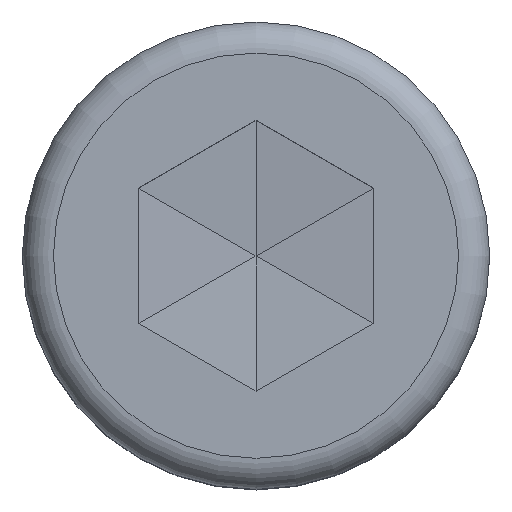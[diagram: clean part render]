
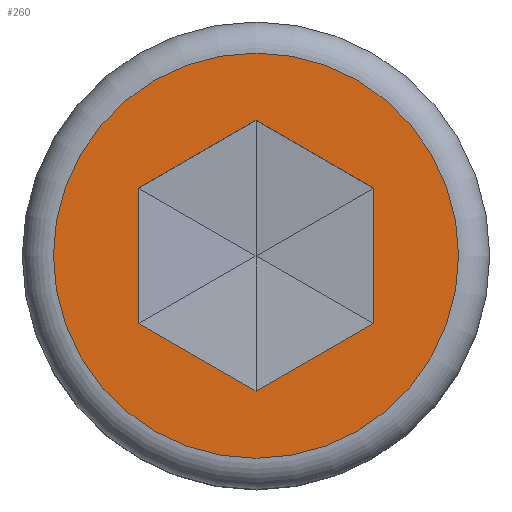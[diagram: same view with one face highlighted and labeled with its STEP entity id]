
A CAD part, top view. The second image highlights one B-rep face of the part: STEP entity #260.
In plain terms, the highlighted planar face has unit normal (0, 0, 1).
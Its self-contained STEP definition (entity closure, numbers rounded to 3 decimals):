
#17=FACE_BOUND('',#57,.T.);
#19=PLANE('',#298);
#37=FACE_OUTER_BOUND('',#56,.T.);
#56=EDGE_LOOP('',(#197));
#57=EDGE_LOOP('',(#198,#199,#200,#201,#202,#203));
#76=LINE('',#414,#103);
#77=LINE('',#416,#104);
#78=LINE('',#418,#105);
#79=LINE('',#420,#106);
#80=LINE('',#422,#107);
#81=LINE('',#423,#108);
#103=VECTOR('',#336,10.);
#104=VECTOR('',#337,10.);
#105=VECTOR('',#338,10.);
#106=VECTOR('',#339,10.);
#107=VECTOR('',#340,10.);
#108=VECTOR('',#341,10.);
#133=CIRCLE('',#297,4.127);
#139=VERTEX_POINT('',#408);
#140=VERTEX_POINT('',#412);
#141=VERTEX_POINT('',#413);
#142=VERTEX_POINT('',#415);
#143=VERTEX_POINT('',#417);
#144=VERTEX_POINT('',#419);
#145=VERTEX_POINT('',#421);
#160=EDGE_CURVE('',#139,#139,#133,.T.);
#161=EDGE_CURVE('',#140,#141,#76,.T.);
#162=EDGE_CURVE('',#141,#142,#77,.T.);
#163=EDGE_CURVE('',#142,#143,#78,.T.);
#164=EDGE_CURVE('',#143,#144,#79,.T.);
#165=EDGE_CURVE('',#144,#145,#80,.T.);
#166=EDGE_CURVE('',#145,#140,#81,.T.);
#197=ORIENTED_EDGE('',*,*,#160,.F.);
#198=ORIENTED_EDGE('',*,*,#161,.T.);
#199=ORIENTED_EDGE('',*,*,#162,.T.);
#200=ORIENTED_EDGE('',*,*,#163,.T.);
#201=ORIENTED_EDGE('',*,*,#164,.T.);
#202=ORIENTED_EDGE('',*,*,#165,.T.);
#203=ORIENTED_EDGE('',*,*,#166,.T.);
#260=ADVANCED_FACE('',(#37,#17),#19,.T.);
#297=AXIS2_PLACEMENT_3D('',#410,#332,#333);
#298=AXIS2_PLACEMENT_3D('',#411,#334,#335);
#332=DIRECTION('center_axis',(0.,0.,-1.));
#333=DIRECTION('ref_axis',(1.,0.,0.));
#334=DIRECTION('center_axis',(0.,0.,1.));
#335=DIRECTION('ref_axis',(1.,0.,0.));
#336=DIRECTION('',(0.866,0.5,0.));
#337=DIRECTION('',(0.866,-0.5,0.));
#338=DIRECTION('',(0.,-1.,0.));
#339=DIRECTION('',(-0.866,-0.5,0.));
#340=DIRECTION('',(-0.866,0.5,0.));
#341=DIRECTION('',(0.,1.,0.));
#408=CARTESIAN_POINT('',(4.127,0.,6.35));
#410=CARTESIAN_POINT('Origin',(0.,0.,6.35));
#411=CARTESIAN_POINT('Origin',(-4.762,0.,6.35));
#412=CARTESIAN_POINT('',(-2.388,1.378,6.35));
#413=CARTESIAN_POINT('',(0.,2.757,6.35));
#414=CARTESIAN_POINT('',(-3.577,0.692,6.35));
#415=CARTESIAN_POINT('',(2.388,1.378,6.35));
#416=CARTESIAN_POINT('',(-1.189,3.443,6.35));
#417=CARTESIAN_POINT('',(2.388,-1.378,6.35));
#418=CARTESIAN_POINT('',(2.388,0.689,6.35));
#419=CARTESIAN_POINT('',(0.,-2.757,6.35));
#420=CARTESIAN_POINT('',(0.005,-2.754,6.35));
#421=CARTESIAN_POINT('',(-2.388,-1.378,6.35));
#422=CARTESIAN_POINT('',(-2.383,-1.381,6.35));
#423=CARTESIAN_POINT('',(-2.388,-0.689,6.35));
